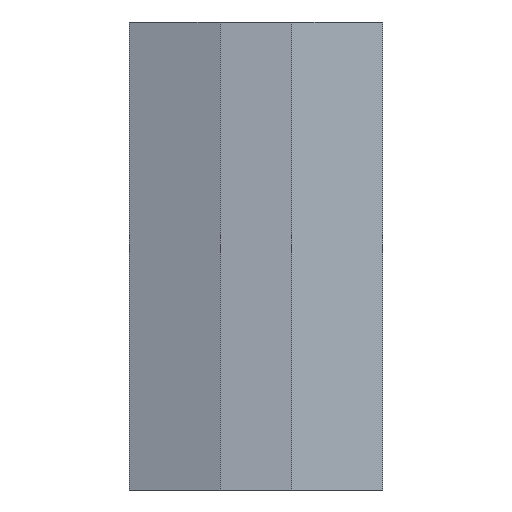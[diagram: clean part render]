
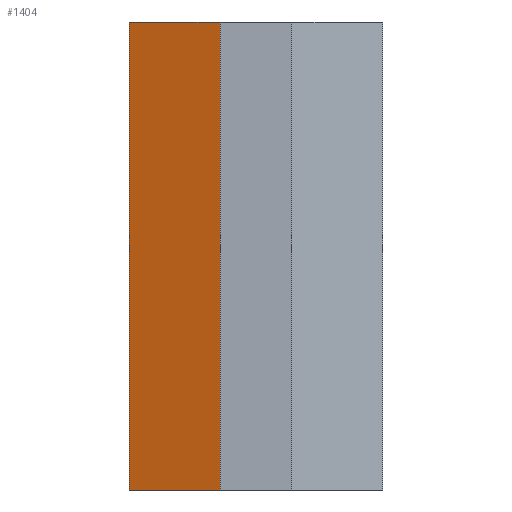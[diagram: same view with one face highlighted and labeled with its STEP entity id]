
A CAD part, left-side view. The second image highlights one B-rep face of the part: STEP entity #1404.
In plain terms, the highlighted planar face has unit normal (-0.949, 0.316, 0).
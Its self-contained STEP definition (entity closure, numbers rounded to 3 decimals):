
#436 = VECTOR ( 'NONE', #2138, 1000. ) ;
#482 = VECTOR ( 'NONE', #3915, 1000. ) ;
#517 = VERTEX_POINT ( 'NONE', #1453 ) ;
#825 = CARTESIAN_POINT ( 'NONE',  ( -66., 29.5, 85. ) ) ;
#858 = EDGE_CURVE ( 'NONE', #2221, #1013, #1740, .T. ) ;
#1013 = VERTEX_POINT ( 'NONE', #1304 ) ;
#1065 = EDGE_LOOP ( 'NONE', ( #2835, #2450, #3616, #3569 ) ) ;
#1152 = DIRECTION ( 'NONE',  ( 0., 0., -1. ) ) ;
#1233 = VECTOR ( 'NONE', #1152, 1000. ) ;
#1304 = CARTESIAN_POINT ( 'NONE',  ( -66., 29.5, 0. ) ) ;
#1385 = AXIS2_PLACEMENT_3D ( 'NONE', #2724, #2096, #3937 ) ;
#1404 = ADVANCED_FACE ( 'NONE', ( #2131 ), #3009, .T. ) ;
#1453 = CARTESIAN_POINT ( 'NONE',  ( -60.5, 46., 85. ) ) ;
#1494 = VECTOR ( 'NONE', #2907, 1000. ) ;
#1527 = EDGE_CURVE ( 'NONE', #2221, #517, #3428, .T. ) ;
#1740 = LINE ( 'NONE', #825, #1233 ) ;
#1744 = CARTESIAN_POINT ( 'NONE',  ( -66., 29.5, 0. ) ) ;
#1976 = EDGE_CURVE ( 'NONE', #1013, #2207, #2608, .T. ) ;
#2096 = DIRECTION ( 'NONE',  ( -0.949, 0.316, 0. ) ) ;
#2131 = FACE_OUTER_BOUND ( 'NONE', #1065, .T. ) ;
#2138 = DIRECTION ( 'NONE',  ( 0.316, 0.949, 0. ) ) ;
#2207 = VERTEX_POINT ( 'NONE', #3417 ) ;
#2221 = VERTEX_POINT ( 'NONE', #3715 ) ;
#2450 = ORIENTED_EDGE ( 'NONE', *, *, #858, .F. ) ;
#2608 = LINE ( 'NONE', #1744, #482 ) ;
#2636 = CARTESIAN_POINT ( 'NONE',  ( -60.5, 46., 85. ) ) ;
#2724 = CARTESIAN_POINT ( 'NONE',  ( -66., 29.5, 85. ) ) ;
#2835 = ORIENTED_EDGE ( 'NONE', *, *, #1976, .F. ) ;
#2892 = EDGE_CURVE ( 'NONE', #517, #2207, #3396, .T. ) ;
#2907 = DIRECTION ( 'NONE',  ( 0., 0., -1. ) ) ;
#3009 = PLANE ( 'NONE',  #1385 ) ;
#3396 = LINE ( 'NONE', #2636, #1494 ) ;
#3417 = CARTESIAN_POINT ( 'NONE',  ( -60.5, 46., 0. ) ) ;
#3428 = LINE ( 'NONE', #3985, #436 ) ;
#3569 = ORIENTED_EDGE ( 'NONE', *, *, #2892, .T. ) ;
#3616 = ORIENTED_EDGE ( 'NONE', *, *, #1527, .T. ) ;
#3715 = CARTESIAN_POINT ( 'NONE',  ( -66., 29.5, 85. ) ) ;
#3915 = DIRECTION ( 'NONE',  ( 0.316, 0.949, 0. ) ) ;
#3937 = DIRECTION ( 'NONE',  ( -0.316, -0.949, 0. ) ) ;
#3985 = CARTESIAN_POINT ( 'NONE',  ( -66., 29.5, 85. ) ) ;
